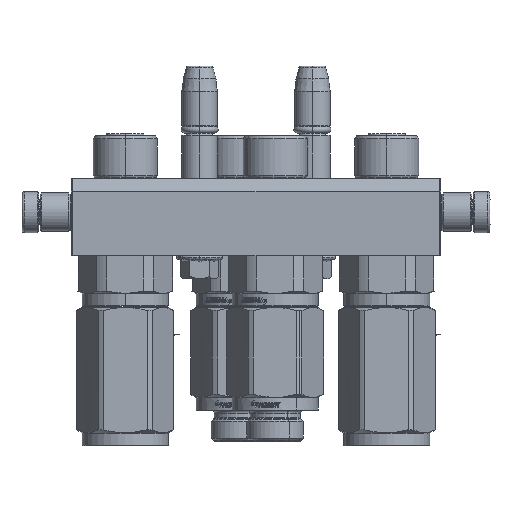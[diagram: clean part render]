
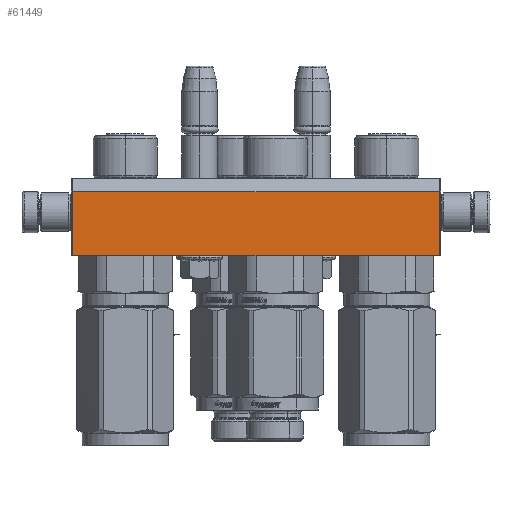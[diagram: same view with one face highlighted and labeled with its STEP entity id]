
A CAD part, left-side view. The second image highlights one B-rep face of the part: STEP entity #61449.
In plain terms, the highlighted face is planar.
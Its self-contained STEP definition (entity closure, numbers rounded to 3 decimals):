
#5511 = EDGE_CURVE ( 'NONE', #13522, #35057, #76208, .T. ) ;
#7501 = EDGE_LOOP ( 'NONE', ( #35708, #58032, #26681, #61443 ) ) ;
#13522 = VERTEX_POINT ( 'NONE', #36826 ) ;
#22837 = CARTESIAN_POINT ( 'NONE',  ( 143.5, 5., -90. ) ) ;
#23206 = AXIS2_PLACEMENT_3D ( 'NONE', #76500, #36262, #42783 ) ;
#25533 = VECTOR ( 'NONE', #36903, 1000. ) ;
#26681 = ORIENTED_EDGE ( 'NONE', *, *, #50022, .T. ) ;
#29626 = DIRECTION ( 'NONE',  ( 0., 1., 0. ) ) ;
#30354 = FACE_OUTER_BOUND ( 'NONE', #7501, .T. ) ;
#35057 = VERTEX_POINT ( 'NONE', #80768 ) ;
#35708 = ORIENTED_EDGE ( 'NONE', *, *, #44606, .F. ) ;
#36262 = DIRECTION ( 'NONE',  ( 0., 0., -1. ) ) ;
#36368 = LINE ( 'NONE', #22837, #73453 ) ;
#36826 = CARTESIAN_POINT ( 'NONE',  ( 0.5, 5., -90. ) ) ;
#36903 = DIRECTION ( 'NONE',  ( -1., 0., 0. ) ) ;
#39360 = CARTESIAN_POINT ( 'NONE',  ( 0.5, 5., -90. ) ) ;
#40287 = EDGE_CURVE ( 'NONE', #48008, #41186, #36368, .T. ) ;
#40715 = CARTESIAN_POINT ( 'NONE',  ( 143.5, 30., -90. ) ) ;
#41186 = VERTEX_POINT ( 'NONE', #79598 ) ;
#42783 = DIRECTION ( 'NONE',  ( -1., 0., 0. ) ) ;
#44606 = EDGE_CURVE ( 'NONE', #41186, #35057, #57962, .T. ) ;
#48008 = VERTEX_POINT ( 'NONE', #60328 ) ;
#50022 = EDGE_CURVE ( 'NONE', #48008, #13522, #61511, .T. ) ;
#54265 = DIRECTION ( 'NONE',  ( -1., 0., 0. ) ) ;
#57962 = LINE ( 'NONE', #40715, #86607 ) ;
#58032 = ORIENTED_EDGE ( 'NONE', *, *, #40287, .F. ) ;
#58201 = VECTOR ( 'NONE', #66557, 1000. ) ;
#60328 = CARTESIAN_POINT ( 'NONE',  ( 143.5, 5., -90. ) ) ;
#61443 = ORIENTED_EDGE ( 'NONE', *, *, #5511, .T. ) ;
#61449 = ADVANCED_FACE ( 'NONE', ( #30354 ), #62906, .T. ) ;
#61511 = LINE ( 'NONE', #83082, #25533 ) ;
#62906 = PLANE ( 'NONE',  #23206 ) ;
#66557 = DIRECTION ( 'NONE',  ( 0., 1., 0. ) ) ;
#73453 = VECTOR ( 'NONE', #29626, 1000. ) ;
#76208 = LINE ( 'NONE', #39360, #58201 ) ;
#76500 = CARTESIAN_POINT ( 'NONE',  ( 144., 0., -90. ) ) ;
#79598 = CARTESIAN_POINT ( 'NONE',  ( 143.5, 30., -90. ) ) ;
#80768 = CARTESIAN_POINT ( 'NONE',  ( 0.5, 30., -90. ) ) ;
#83082 = CARTESIAN_POINT ( 'NONE',  ( 143.5, 5., -90. ) ) ;
#86607 = VECTOR ( 'NONE', #54265, 1000. ) ;
